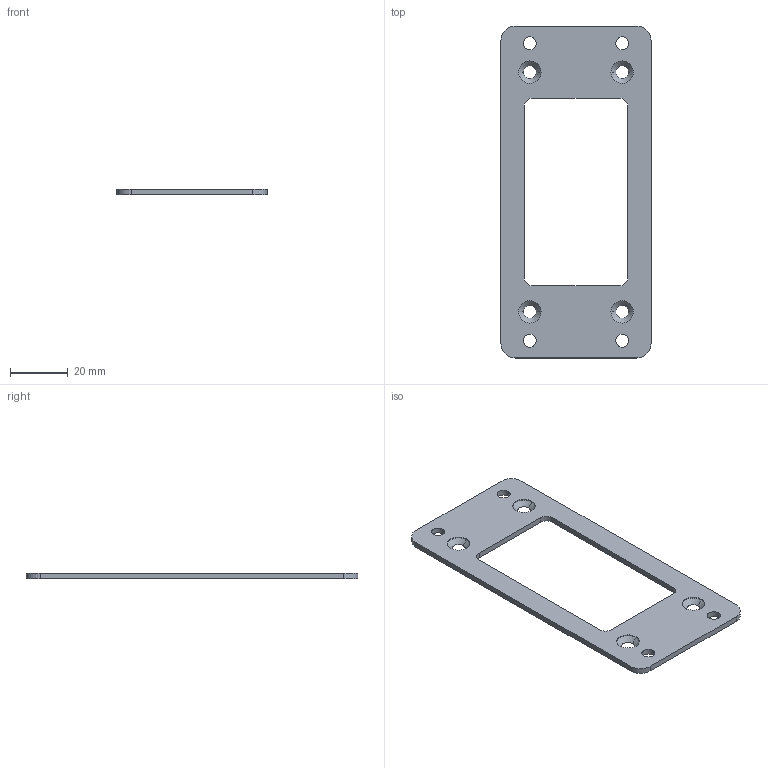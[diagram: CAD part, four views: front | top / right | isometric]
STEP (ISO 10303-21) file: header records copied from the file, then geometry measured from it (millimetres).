
FILE_DESCRIPTION(('HOOPS Exchange Step'),'2;1');
FILE_NAME('export-DCED6CB2-FCF4-44D3-92F8-46B969E1D99F.stp','2021-12-29T09:56:05+01:00',('Engineering'),('Alibre'),'HOOPS Exchange 2021.0','Alibre','Unknown authorisation');
FILE_SCHEMA( ('AP242_MANAGED_MODEL_BASED_3D_ENGINEERING_MIM_LF {1 0 10303 442 1 1 4 }') );
Length unit declared in the file: millimetre
Products named in the file (1): 5783 Rittal Adapter Plate 2401.000 (52x115x2mm) from 16 to 10-poles cut-outs
Bounding box: 52 x 115 x 2 mm (x, y, z)
Volume: 6857.6 mm3; surface area: 8242.8 mm2
Topology: 1 solids, 1 shells, 42 faces, 112 edges, 72 vertices
Faces by surface type: cylinder 24, plane 10, cone 8
Entity records: 1403 total; most frequent: DIRECTION 256, CARTESIAN_POINT 228, ORIENTED_EDGE 224, EDGE_CURVE 112, AXIS2_PLACEMENT_3D 100, VERTEX_POINT 72, EDGE_LOOP 60, FACE_BOUND 60
